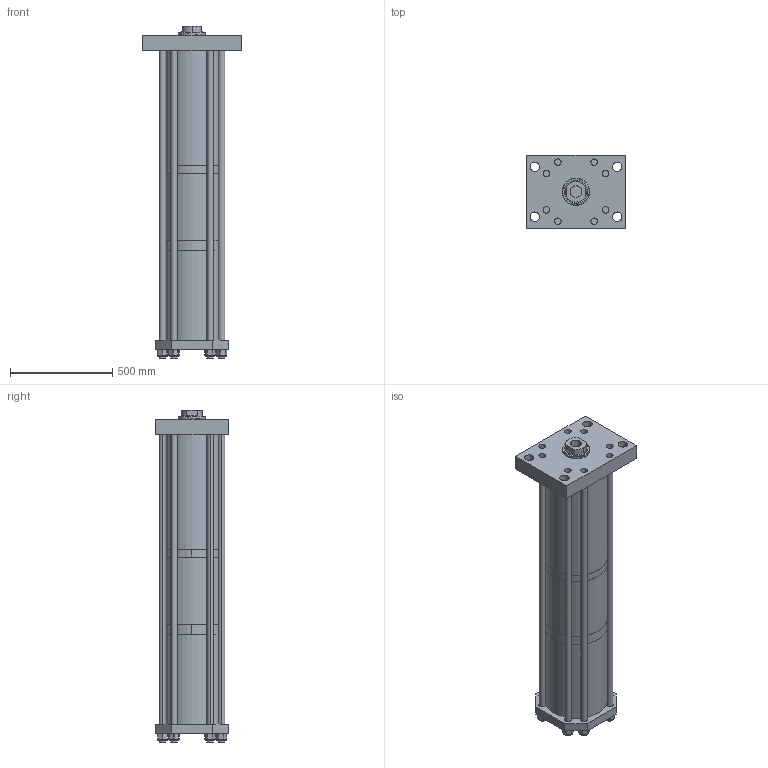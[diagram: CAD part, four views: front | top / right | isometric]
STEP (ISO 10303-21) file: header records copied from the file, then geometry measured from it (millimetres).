
FILE_DESCRIPTION (( 'STEP AP203' ), '1' );
FILE_NAME ('HPI-100-6.00-.50-FH-2020.STEP', '2020-04-23T14:25:02', ( '' ), ( '' ), 'SwSTEP 2.0', 'SolidWorks 2018', '' );
FILE_SCHEMA (( 'CONFIG_CONTROL_DESIGN' ));
Length unit declared in the file: inch
Products named in the file (13): E10004.STEP; EI10014_.50.STEP; HPI-100-6.00-.50-FH.STEP; E10018_6.0-.50.STEP; E10064..STEP; E10003.STEP; NLN 1.25.STEP; E10013.STEP; E10011_6.0.STEP; EI10005_6.0-.50.STEP; E10001_Work Rod.STEP; G10010.STEP; HPI-100-6.00-.50-FH-2020
Assembly tree (26 placements, depth 3):
  HPI-100-6.00-.50-FH-2020
    HPI-100-6.00-.50-FH.STEP
      E10004.STEP
      E10003.STEP
      E10001_Work Rod.STEP
      G10010.STEP
      E10013.STEP
      E10064..STEP
      NLN 1.25.STEP  x8
      EI10014_.50.STEP
      EI10005_6.0-.50.STEP
      E10011_6.0.STEP
      E10018_6.0-.50.STEP  x8
Bounding box: 482.6 x 355.6 x 1625.73 mm (x, y, z)
Volume: 65088363.7 mm3; surface area: 5320879.7 mm2
Topology: 25 solids, 25 shells, 577 faces, 1345 edges, 854 vertices
Faces by surface type: cylinder 281, plane 224, cone 40, torus 32
Entity records: 11975 total; most frequent: CARTESIAN_POINT 2248, DIRECTION 1841, ORIENTED_EDGE 1504, AXIS2_PLACEMENT_3D 758, EDGE_CURVE 752, VERTEX_POINT 490, EDGE_LOOP 428, CIRCLE 403
